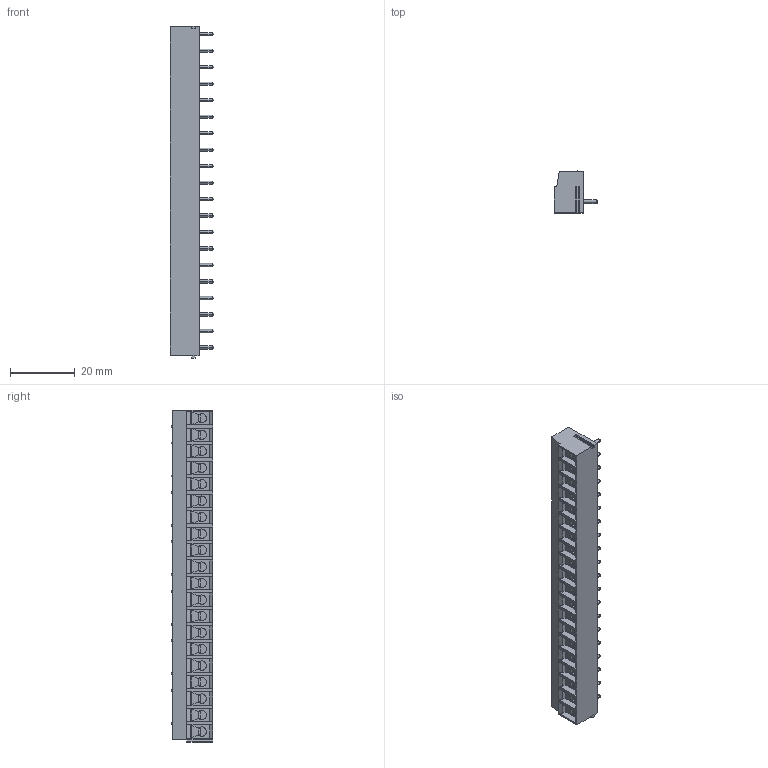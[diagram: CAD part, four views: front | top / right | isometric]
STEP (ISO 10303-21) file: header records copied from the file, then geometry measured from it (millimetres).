
FILE_DESCRIPTION((''),'2;1');
FILE_NAME('PRT0053','2024-12-10T',('yanfa'),(''),'PRO/ENGINEER BY PARAMETRIC TECHNOLOGY CORPORATION, 2009280','PRO/ENGINEER BY PARAMETRIC TECHNOLOGY CORPORATION, 2009280','');
FILE_SCHEMA(('AUTOMOTIVE_DESIGN_CC2 { 1 2 10303 214 -1 1 5 2 }'));
Length unit declared in the file: millimetre
Products named in the file (1): PRT0053
Bounding box: 13.5 x 12.8 x 102.29 mm (x, y, z)
Volume: 9254.4 mm3; surface area: 7311.6 mm2
Topology: 1 solids, 1 shells, 1148 faces, 2978 edges, 1859 vertices
Faces by surface type: plane 596, cylinder 366, cone 80, sphere 66, torus 40
Entity records: 35044 total; most frequent: CARTESIAN_POINT 7119, ORIENTED_EDGE 5824, DIRECTION 5792, EDGE_CURVE 2912, AXIS2_PLACEMENT_3D 2052, VERTEX_POINT 1859, VECTOR 1688, LINE 1688
